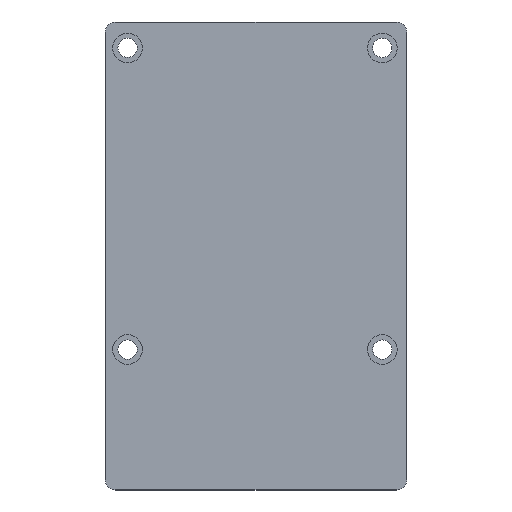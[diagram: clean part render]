
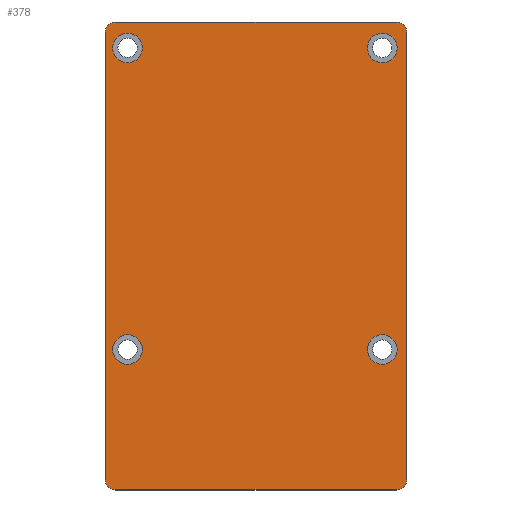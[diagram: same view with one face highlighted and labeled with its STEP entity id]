
A CAD part, top view. The second image highlights one B-rep face of the part: STEP entity #378.
In plain terms, the highlighted planar face has unit normal (0, 0, 1).
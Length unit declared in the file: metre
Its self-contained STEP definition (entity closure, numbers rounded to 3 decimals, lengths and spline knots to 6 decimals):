
#34=CIRCLE('',#418,0.00285);
#35=CIRCLE('',#419,0.00285);
#36=CIRCLE('',#420,0.00285);
#37=CIRCLE('',#421,0.00285);
#38=CIRCLE('',#422,0.002);
#39=CIRCLE('',#423,0.002);
#40=CIRCLE('',#424,0.002);
#41=CIRCLE('',#425,0.002);
#78=ORIENTED_EDGE('',*,*,#166,.F.);
#79=ORIENTED_EDGE('',*,*,#167,.F.);
#80=ORIENTED_EDGE('',*,*,#168,.F.);
#81=ORIENTED_EDGE('',*,*,#169,.F.);
#82=ORIENTED_EDGE('',*,*,#160,.T.);
#83=ORIENTED_EDGE('',*,*,#170,.T.);
#84=ORIENTED_EDGE('',*,*,#162,.F.);
#85=ORIENTED_EDGE('',*,*,#171,.T.);
#86=ORIENTED_EDGE('',*,*,#150,.F.);
#87=ORIENTED_EDGE('',*,*,#172,.T.);
#88=ORIENTED_EDGE('',*,*,#154,.T.);
#89=ORIENTED_EDGE('',*,*,#173,.T.);
#150=EDGE_CURVE('',#194,#195,#230,.T.);
#154=EDGE_CURVE('',#198,#199,#234,.T.);
#160=EDGE_CURVE('',#205,#204,#240,.T.);
#162=EDGE_CURVE('',#206,#207,#242,.T.);
#166=EDGE_CURVE('',#210,#210,#34,.T.);
#167=EDGE_CURVE('',#211,#211,#35,.T.);
#168=EDGE_CURVE('',#212,#212,#36,.T.);
#169=EDGE_CURVE('',#213,#213,#37,.T.);
#170=EDGE_CURVE('',#204,#207,#38,.T.);
#171=EDGE_CURVE('',#206,#195,#39,.T.);
#172=EDGE_CURVE('',#194,#198,#40,.T.);
#173=EDGE_CURVE('',#199,#205,#41,.T.);
#194=VERTEX_POINT('',#596);
#195=VERTEX_POINT('',#597);
#198=VERTEX_POINT('',#605);
#199=VERTEX_POINT('',#606);
#204=VERTEX_POINT('',#617);
#205=VERTEX_POINT('',#619);
#206=VERTEX_POINT('',#623);
#207=VERTEX_POINT('',#624);
#210=VERTEX_POINT('',#632);
#211=VERTEX_POINT('',#634);
#212=VERTEX_POINT('',#636);
#213=VERTEX_POINT('',#638);
#230=LINE('',#595,#246);
#234=LINE('',#604,#250);
#240=LINE('',#618,#256);
#242=LINE('',#622,#258);
#246=VECTOR('',#471,1.);
#250=VECTOR('',#477,1.);
#256=VECTOR('',#485,1.);
#258=VECTOR('',#489,1.);
#266=EDGE_LOOP('',(#78));
#267=EDGE_LOOP('',(#79));
#268=EDGE_LOOP('',(#80));
#269=EDGE_LOOP('',(#81));
#270=EDGE_LOOP('',(#82,#83,#84,#85,#86,#87,#88,#89));
#316=FACE_BOUND('',#266,.T.);
#317=FACE_BOUND('',#267,.T.);
#318=FACE_BOUND('',#268,.T.);
#319=FACE_BOUND('',#269,.T.);
#320=FACE_BOUND('',#270,.T.);
#366=PLANE('',#417);
#378=ADVANCED_FACE('',(#316,#317,#318,#319,#320),#366,.T.);
#417=AXIS2_PLACEMENT_3D('',#630,#493,#494);
#418=AXIS2_PLACEMENT_3D('',#631,#495,#496);
#419=AXIS2_PLACEMENT_3D('',#633,#497,#498);
#420=AXIS2_PLACEMENT_3D('',#635,#499,#500);
#421=AXIS2_PLACEMENT_3D('',#637,#501,#502);
#422=AXIS2_PLACEMENT_3D('',#639,#503,#504);
#423=AXIS2_PLACEMENT_3D('',#640,#505,#506);
#424=AXIS2_PLACEMENT_3D('',#641,#507,#508);
#425=AXIS2_PLACEMENT_3D('',#642,#509,#510);
#471=DIRECTION('',(0.,-1.,0.));
#477=DIRECTION('',(-1.,0.,0.));
#485=DIRECTION('',(0.,-1.,0.));
#489=DIRECTION('',(-1.,0.,0.));
#493=DIRECTION('',(0.,0.,1.));
#494=DIRECTION('',(1.,0.,0.));
#495=DIRECTION('',(0.,0.,1.));
#496=DIRECTION('',(1.,0.,0.));
#497=DIRECTION('',(0.,0.,1.));
#498=DIRECTION('',(1.,0.,0.));
#499=DIRECTION('',(0.,0.,1.));
#500=DIRECTION('',(1.,0.,0.));
#501=DIRECTION('',(0.,0.,1.));
#502=DIRECTION('',(1.,0.,0.));
#503=DIRECTION('',(0.,0.,1.));
#504=DIRECTION('',(1.,0.,0.));
#505=DIRECTION('',(0.,0.,1.));
#506=DIRECTION('',(1.,0.,0.));
#507=DIRECTION('',(0.,0.,1.));
#508=DIRECTION('',(1.,0.,0.));
#509=DIRECTION('',(0.,0.,1.));
#510=DIRECTION('',(1.,0.,0.));
#595=CARTESIAN_POINT('',(0.029,0.,0.003));
#596=CARTESIAN_POINT('',(0.029,0.043,0.003));
#597=CARTESIAN_POINT('',(0.029,-0.043,0.003));
#604=CARTESIAN_POINT('',(0.,0.045,0.003));
#605=CARTESIAN_POINT('',(0.027,0.045,0.003));
#606=CARTESIAN_POINT('',(-0.027,0.045,0.003));
#617=CARTESIAN_POINT('',(-0.029,-0.043,0.003));
#618=CARTESIAN_POINT('',(-0.029,0.,0.003));
#619=CARTESIAN_POINT('',(-0.029,0.043,0.003));
#622=CARTESIAN_POINT('',(0.,-0.045,0.003));
#623=CARTESIAN_POINT('',(0.027,-0.045,0.003));
#624=CARTESIAN_POINT('',(-0.027,-0.045,0.003));
#630=CARTESIAN_POINT('',(0.,0.,0.003));
#631=CARTESIAN_POINT('',(0.024294,0.04,0.003));
#632=CARTESIAN_POINT('',(0.027144,0.04,0.003));
#633=CARTESIAN_POINT('',(-0.024706,-0.018,0.003));
#634=CARTESIAN_POINT('',(-0.021856,-0.018,0.003));
#635=CARTESIAN_POINT('',(0.024294,-0.018,0.003));
#636=CARTESIAN_POINT('',(0.027144,-0.018,0.003));
#637=CARTESIAN_POINT('',(-0.024706,0.04,0.003));
#638=CARTESIAN_POINT('',(-0.021856,0.04,0.003));
#639=CARTESIAN_POINT('',(-0.027,-0.043,0.003));
#640=CARTESIAN_POINT('',(0.027,-0.043,0.003));
#641=CARTESIAN_POINT('',(0.027,0.043,0.003));
#642=CARTESIAN_POINT('',(-0.027,0.043,0.003));
